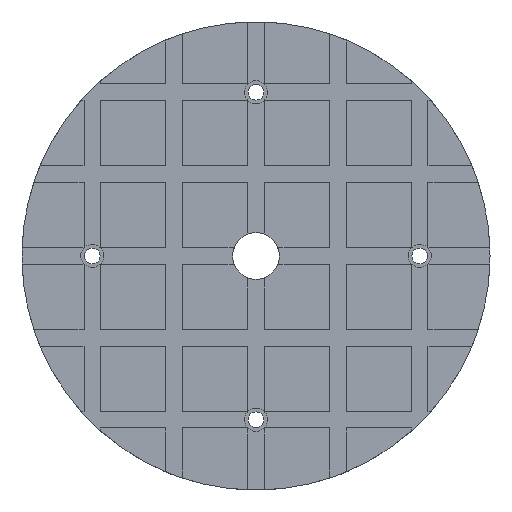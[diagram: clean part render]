
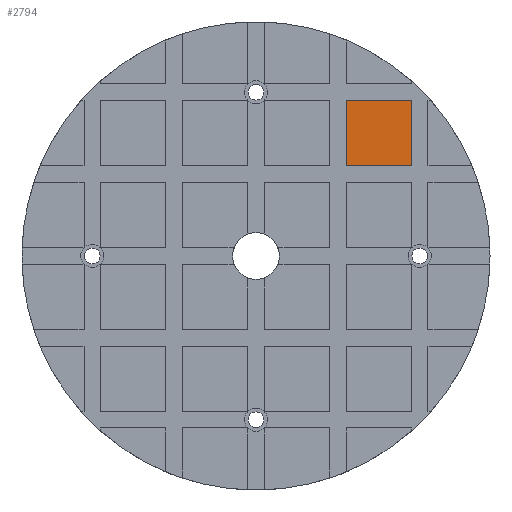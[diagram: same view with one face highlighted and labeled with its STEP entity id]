
A CAD part, top view. The second image highlights one B-rep face of the part: STEP entity #2794.
In plain terms, the highlighted planar face has unit normal (0, 0, 1).
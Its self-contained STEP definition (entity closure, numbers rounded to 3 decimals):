
#1986=VERTEX_POINT('',#5699);
#1994=EDGE_CURVE('',#4658,#4416,#5707,.T.);
#2794=ADVANCED_FACE('',(#6591),#6592,.T.);
#3160=EDGE_CURVE('',#1986,#4658,#6986,.T.);
#3790=EDGE_CURVE('',#4416,#4362,#7679,.T.);
#4362=VERTEX_POINT('',#8316);
#4416=VERTEX_POINT('',#8376);
#4658=VERTEX_POINT('',#8637);
#5250=EDGE_CURVE('',#4362,#1986,#9294,.T.);
#5699=CARTESIAN_POINT('',(133.0,77.,50.0));
#5707=LINE('',#9824,#9825);
#6591=FACE_OUTER_BOUND('',#11102,.T.);
#6592=PLANE('',#11103);
#6986=LINE('',#11680,#11681);
#7679=LINE('',#12662,#12663);
#8316=CARTESIAN_POINT('',(77.0,77.,50.0));
#8376=CARTESIAN_POINT('',(77.0,133.0,50.0));
#8637=CARTESIAN_POINT('',(133.0,133.0,50.0));
#9294=LINE('',#14904,#14905);
#9824=CARTESIAN_POINT('',(0.,133.0,50.0));
#9825=VECTOR('',#15484,1.0);
#11102=EDGE_LOOP('',(#16441,#16442,#16443,#16444));
#11103=AXIS2_PLACEMENT_3D('',#16445,#16446,#16447);
#11680=CARTESIAN_POINT('',(133.0,0.,50.0));
#11681=VECTOR('',#16799,1.0);
#12662=CARTESIAN_POINT('',(77.0,0.,50.0));
#12663=VECTOR('',#17529,1.0);
#14904=CARTESIAN_POINT('',(0.,77.,50.0));
#14905=VECTOR('',#19325,1.0);
#15484=DIRECTION('',(-1.0,0.,0.0));
#16441=ORIENTED_EDGE('',*,*,#5250,.T.);
#16442=ORIENTED_EDGE('',*,*,#3160,.T.);
#16443=ORIENTED_EDGE('',*,*,#1994,.T.);
#16444=ORIENTED_EDGE('',*,*,#3790,.T.);
#16445=CARTESIAN_POINT('',(0.,0.0,50.0));
#16446=DIRECTION('',(0.0,0.0,1.0));
#16447=DIRECTION('',(1.0,0.0,0.0));
#16799=DIRECTION('',(0.0,1.0,0.0));
#17529=DIRECTION('',(0.0,-1.0,0.0));
#19325=DIRECTION('',(1.0,0.,0.0));
